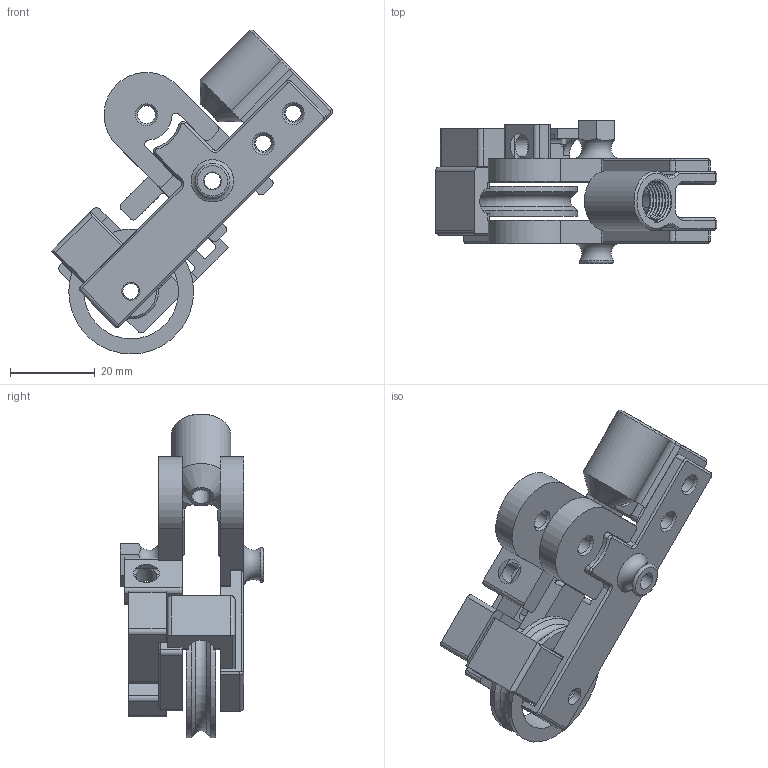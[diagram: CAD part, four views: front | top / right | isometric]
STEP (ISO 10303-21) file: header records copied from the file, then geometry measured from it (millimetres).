
FILE_DESCRIPTION(/* description */ (''),/* implementation_level */ '2;1');
FILE_NAME(/* name */ 'assembley.step',/* time_stamp */ '2021-07-11T21:59:01-04:00',/* author */ (''),/* organization */ (''),/* preprocessor_version */ 'ST-DEVELOPER v18.1',/* originating_system */ 'Autodesk Translation Framework v10.9.0.1377',/* authorisation */ '');
FILE_SCHEMA (('AUTOMOTIVE_DESIGN { 1 0 10303 214 3 1 1 }'));
Length unit declared in the file: millimetre
Products named in the file (1): assembley
Bounding box: 66.3 x 33.71 x 76.34 mm (x, y, z)
Volume: 24484.9 mm3; surface area: 20113.2 mm2
Topology: 10 solids, 10 shells, 386 faces, 992 edges, 628 vertices
Faces by surface type: plane 179, cylinder 129, cone 71, torus 4, bspline 3
Full cylindrical faces by diameter (mm): 1.2 x2, 3.7 x7, 3.9 x1, 4.2 x10, 4.4 x1, 4.5 x2, 4.9 x1, 10.147 x6, 22.3 x1
Entity records: 13910 total; most frequent: CARTESIAN_POINT 4182, DIRECTION 2072, ORIENTED_EDGE 1984, EDGE_CURVE 992, AXIS2_PLACEMENT_3D 737, VERTEX_POINT 628, LINE 598, VECTOR 598
